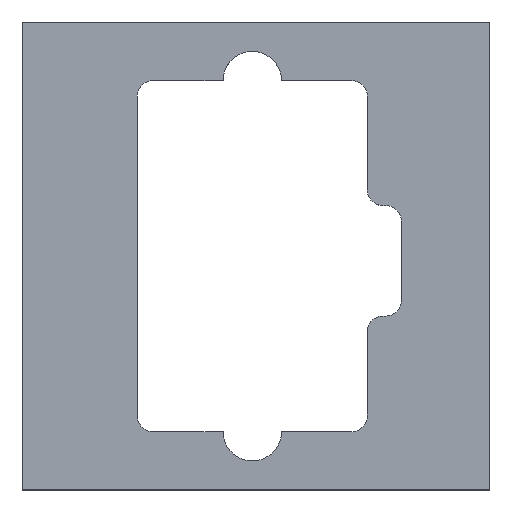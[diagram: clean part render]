
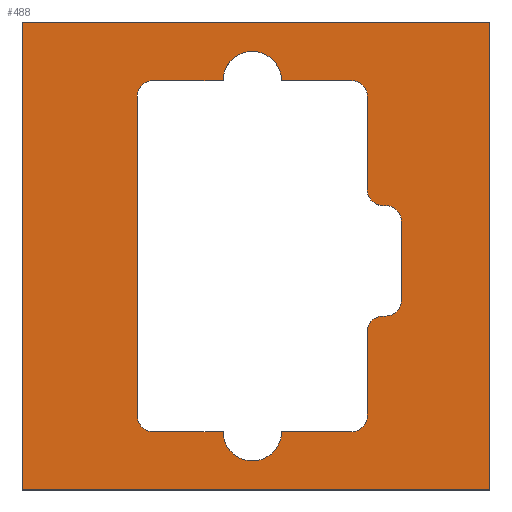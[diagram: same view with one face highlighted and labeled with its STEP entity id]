
A CAD part, top view. The second image highlights one B-rep face of the part: STEP entity #488.
In plain terms, the highlighted planar face has unit normal (0, 0, 1).
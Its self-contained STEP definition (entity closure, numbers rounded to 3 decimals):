
#15=FACE_BOUND('',#63,.T.);
#18=PLANE('',#520);
#36=FACE_OUTER_BOUND('',#62,.T.);
#62=EDGE_LOOP('',(#343,#344,#345,#346));
#63=EDGE_LOOP('',(#347,#348,#349,#350,#351,#352,#353,#354,#355,#356,#357,
#358,#359,#360,#361,#362,#363,#364,#365,#366));
#93=LINE('',#729,#145);
#94=LINE('',#733,#146);
#95=LINE('',#735,#147);
#96=LINE('',#737,#148);
#97=LINE('',#738,#149);
#98=LINE('',#742,#150);
#99=LINE('',#746,#151);
#100=LINE('',#750,#152);
#101=LINE('',#754,#153);
#102=LINE('',#758,#154);
#103=LINE('',#761,#155);
#104=LINE('',#763,#156);
#105=LINE('',#767,#157);
#106=LINE('',#770,#158);
#145=VECTOR('',#581,10.);
#146=VECTOR('',#584,10.);
#147=VECTOR('',#585,10.);
#148=VECTOR('',#586,10.);
#149=VECTOR('',#587,10.);
#150=VECTOR('',#590,10.);
#151=VECTOR('',#593,10.);
#152=VECTOR('',#596,10.);
#153=VECTOR('',#599,10.);
#154=VECTOR('',#602,10.);
#155=VECTOR('',#605,10.);
#156=VECTOR('',#606,10.);
#157=VECTOR('',#609,10.);
#158=VECTOR('',#612,10.);
#191=CIRCLE('',#514,7.5);
#193=CIRCLE('',#517,7.5);
#195=CIRCLE('',#521,4.);
#196=CIRCLE('',#522,4.);
#197=CIRCLE('',#523,4.);
#198=CIRCLE('',#524,4.);
#199=CIRCLE('',#525,4.);
#200=CIRCLE('',#526,4.);
#201=CIRCLE('',#527,4.);
#202=CIRCLE('',#528,4.);
#211=VERTEX_POINT('',#707);
#212=VERTEX_POINT('',#708);
#215=VERTEX_POINT('',#716);
#216=VERTEX_POINT('',#717);
#220=VERTEX_POINT('',#727);
#221=VERTEX_POINT('',#731);
#222=VERTEX_POINT('',#732);
#223=VERTEX_POINT('',#734);
#224=VERTEX_POINT('',#736);
#225=VERTEX_POINT('',#739);
#226=VERTEX_POINT('',#741);
#227=VERTEX_POINT('',#743);
#228=VERTEX_POINT('',#745);
#229=VERTEX_POINT('',#747);
#230=VERTEX_POINT('',#749);
#231=VERTEX_POINT('',#751);
#232=VERTEX_POINT('',#753);
#233=VERTEX_POINT('',#755);
#234=VERTEX_POINT('',#757);
#235=VERTEX_POINT('',#759);
#236=VERTEX_POINT('',#762);
#237=VERTEX_POINT('',#764);
#238=VERTEX_POINT('',#766);
#239=VERTEX_POINT('',#768);
#259=EDGE_CURVE('',#211,#212,#191,.T.);
#263=EDGE_CURVE('',#215,#216,#193,.T.);
#269=EDGE_CURVE('',#212,#220,#93,.T.);
#270=EDGE_CURVE('',#221,#222,#94,.T.);
#271=EDGE_CURVE('',#222,#223,#95,.T.);
#272=EDGE_CURVE('',#223,#224,#96,.T.);
#273=EDGE_CURVE('',#224,#221,#97,.T.);
#274=EDGE_CURVE('',#220,#225,#195,.T.);
#275=EDGE_CURVE('',#225,#226,#98,.T.);
#276=EDGE_CURVE('',#227,#226,#196,.T.);
#277=EDGE_CURVE('',#227,#228,#99,.T.);
#278=EDGE_CURVE('',#229,#228,#197,.T.);
#279=EDGE_CURVE('',#229,#230,#100,.T.);
#280=EDGE_CURVE('',#231,#230,#198,.T.);
#281=EDGE_CURVE('',#231,#232,#101,.T.);
#282=EDGE_CURVE('',#233,#232,#199,.T.);
#283=EDGE_CURVE('',#233,#234,#102,.T.);
#284=EDGE_CURVE('',#234,#235,#200,.T.);
#285=EDGE_CURVE('',#235,#215,#103,.T.);
#286=EDGE_CURVE('',#216,#236,#104,.T.);
#287=EDGE_CURVE('',#236,#237,#201,.T.);
#288=EDGE_CURVE('',#237,#238,#105,.T.);
#289=EDGE_CURVE('',#238,#239,#202,.T.);
#290=EDGE_CURVE('',#239,#211,#106,.T.);
#343=ORIENTED_EDGE('',*,*,#270,.T.);
#344=ORIENTED_EDGE('',*,*,#271,.T.);
#345=ORIENTED_EDGE('',*,*,#272,.T.);
#346=ORIENTED_EDGE('',*,*,#273,.T.);
#347=ORIENTED_EDGE('',*,*,#259,.T.);
#348=ORIENTED_EDGE('',*,*,#269,.T.);
#349=ORIENTED_EDGE('',*,*,#274,.T.);
#350=ORIENTED_EDGE('',*,*,#275,.T.);
#351=ORIENTED_EDGE('',*,*,#276,.F.);
#352=ORIENTED_EDGE('',*,*,#277,.T.);
#353=ORIENTED_EDGE('',*,*,#278,.F.);
#354=ORIENTED_EDGE('',*,*,#279,.T.);
#355=ORIENTED_EDGE('',*,*,#280,.F.);
#356=ORIENTED_EDGE('',*,*,#281,.T.);
#357=ORIENTED_EDGE('',*,*,#282,.F.);
#358=ORIENTED_EDGE('',*,*,#283,.T.);
#359=ORIENTED_EDGE('',*,*,#284,.T.);
#360=ORIENTED_EDGE('',*,*,#285,.T.);
#361=ORIENTED_EDGE('',*,*,#263,.T.);
#362=ORIENTED_EDGE('',*,*,#286,.T.);
#363=ORIENTED_EDGE('',*,*,#287,.T.);
#364=ORIENTED_EDGE('',*,*,#288,.T.);
#365=ORIENTED_EDGE('',*,*,#289,.T.);
#366=ORIENTED_EDGE('',*,*,#290,.T.);
#488=ADVANCED_FACE('',(#36,#15),#18,.T.);
#514=AXIS2_PLACEMENT_3D('',#709,#563,#564);
#517=AXIS2_PLACEMENT_3D('',#718,#571,#572);
#520=AXIS2_PLACEMENT_3D('',#730,#582,#583);
#521=AXIS2_PLACEMENT_3D('',#740,#588,#589);
#522=AXIS2_PLACEMENT_3D('',#744,#591,#592);
#523=AXIS2_PLACEMENT_3D('',#748,#594,#595);
#524=AXIS2_PLACEMENT_3D('',#752,#597,#598);
#525=AXIS2_PLACEMENT_3D('',#756,#600,#601);
#526=AXIS2_PLACEMENT_3D('',#760,#603,#604);
#527=AXIS2_PLACEMENT_3D('',#765,#607,#608);
#528=AXIS2_PLACEMENT_3D('',#769,#610,#611);
#563=DIRECTION('center_axis',(0.,0.,-1.));
#564=DIRECTION('ref_axis',(-1.,0.,0.));
#571=DIRECTION('center_axis',(0.,0.,-1.));
#572=DIRECTION('ref_axis',(-1.,0.,0.));
#581=DIRECTION('',(1.,0.,0.));
#582=DIRECTION('center_axis',(0.,0.,1.));
#583=DIRECTION('ref_axis',(1.,0.,0.));
#584=DIRECTION('',(0.,-1.,0.));
#585=DIRECTION('',(1.,0.,0.));
#586=DIRECTION('',(0.,1.,0.));
#587=DIRECTION('',(-1.,0.,0.));
#588=DIRECTION('center_axis',(0.,0.,-1.));
#589=DIRECTION('ref_axis',(0.707,0.707,0.));
#590=DIRECTION('',(0.,-1.,0.));
#591=DIRECTION('center_axis',(0.,0.,-1.));
#592=DIRECTION('ref_axis',(-0.707,-0.707,0.));
#593=DIRECTION('',(1.,0.,0.));
#594=DIRECTION('center_axis',(0.,0.,1.));
#595=DIRECTION('ref_axis',(0.707,0.707,0.));
#596=DIRECTION('',(0.,-1.,0.));
#597=DIRECTION('center_axis',(0.,0.,1.));
#598=DIRECTION('ref_axis',(0.707,-0.707,0.));
#599=DIRECTION('',(-1.,0.,0.));
#600=DIRECTION('center_axis',(0.,0.,-1.));
#601=DIRECTION('ref_axis',(-0.707,0.707,0.));
#602=DIRECTION('',(0.,-1.,0.));
#603=DIRECTION('center_axis',(0.,0.,-1.));
#604=DIRECTION('ref_axis',(0.707,-0.707,0.));
#605=DIRECTION('',(-1.,0.,0.));
#606=DIRECTION('',(-1.,0.,0.));
#607=DIRECTION('center_axis',(0.,0.,-1.));
#608=DIRECTION('ref_axis',(-0.707,-0.707,0.));
#609=DIRECTION('',(0.,1.,0.));
#610=DIRECTION('center_axis',(0.,0.,-1.));
#611=DIRECTION('ref_axis',(-0.707,0.707,0.));
#612=DIRECTION('',(1.,0.,0.));
#707=CARTESIAN_POINT('',(51.55,104.958,10.));
#708=CARTESIAN_POINT('',(66.55,104.958,10.));
#709=CARTESIAN_POINT('Origin',(59.05,104.958,10.));
#716=CARTESIAN_POINT('',(66.55,14.958,10.));
#717=CARTESIAN_POINT('',(51.55,14.958,10.));
#718=CARTESIAN_POINT('Origin',(59.05,14.958,10.));
#727=CARTESIAN_POINT('',(84.55,104.958,10.));
#729=CARTESIAN_POINT('',(46.775,104.958,10.));
#730=CARTESIAN_POINT('Origin',(60.,60.,10.));
#731=CARTESIAN_POINT('',(0.,120.,10.));
#732=CARTESIAN_POINT('',(0.,0.,10.));
#733=CARTESIAN_POINT('',(0.,120.,10.));
#734=CARTESIAN_POINT('',(120.,0.,10.));
#735=CARTESIAN_POINT('',(0.,0.,10.));
#736=CARTESIAN_POINT('',(120.,120.,10.));
#737=CARTESIAN_POINT('',(120.,0.,10.));
#738=CARTESIAN_POINT('',(120.,120.,10.));
#739=CARTESIAN_POINT('',(88.55,100.958,10.));
#740=CARTESIAN_POINT('Origin',(84.55,100.958,10.));
#741=CARTESIAN_POINT('',(88.55,76.922,10.));
#742=CARTESIAN_POINT('',(88.55,80.479,10.));
#743=CARTESIAN_POINT('',(92.55,72.922,10.));
#744=CARTESIAN_POINT('Origin',(92.55,76.922,10.));
#745=CARTESIAN_POINT('',(93.306,72.922,10.));
#746=CARTESIAN_POINT('',(74.275,72.922,10.));
#747=CARTESIAN_POINT('',(97.306,68.922,10.));
#748=CARTESIAN_POINT('Origin',(93.306,68.922,10.));
#749=CARTESIAN_POINT('',(97.306,48.589,10.));
#750=CARTESIAN_POINT('',(97.306,66.461,10.));
#751=CARTESIAN_POINT('',(93.306,44.589,10.));
#752=CARTESIAN_POINT('Origin',(93.306,48.589,10.));
#753=CARTESIAN_POINT('',(92.55,44.589,10.));
#754=CARTESIAN_POINT('',(78.653,44.589,10.));
#755=CARTESIAN_POINT('',(88.55,40.589,10.));
#756=CARTESIAN_POINT('Origin',(92.55,40.589,10.));
#757=CARTESIAN_POINT('',(88.55,18.958,10.));
#758=CARTESIAN_POINT('',(88.55,80.479,10.));
#759=CARTESIAN_POINT('',(84.55,14.958,10.));
#760=CARTESIAN_POINT('Origin',(84.55,18.958,10.));
#761=CARTESIAN_POINT('',(72.275,14.958,10.));
#762=CARTESIAN_POINT('',(33.55,14.958,10.));
#763=CARTESIAN_POINT('',(72.275,14.958,10.));
#764=CARTESIAN_POINT('',(29.55,18.958,10.));
#765=CARTESIAN_POINT('Origin',(33.55,18.958,10.));
#766=CARTESIAN_POINT('',(29.55,100.958,10.));
#767=CARTESIAN_POINT('',(29.55,39.479,10.));
#768=CARTESIAN_POINT('',(33.55,104.958,10.));
#769=CARTESIAN_POINT('Origin',(33.55,100.958,10.));
#770=CARTESIAN_POINT('',(46.775,104.958,10.));
